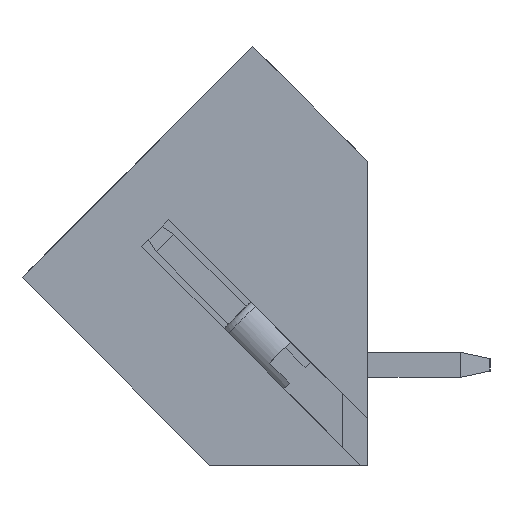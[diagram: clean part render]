
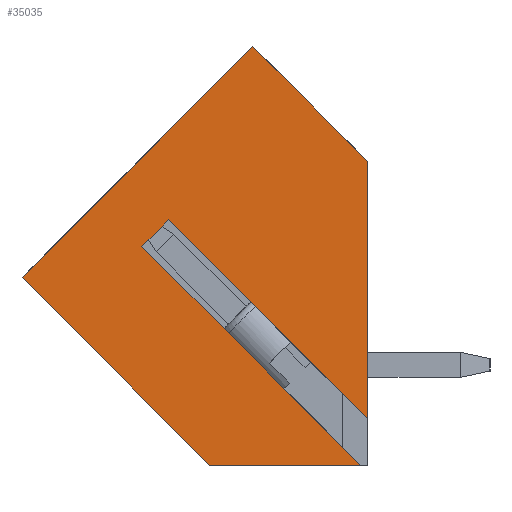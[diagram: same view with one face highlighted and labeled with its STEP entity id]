
A CAD part, left-side view. The second image highlights one B-rep face of the part: STEP entity #35035.
In plain terms, the highlighted planar face has unit normal (-1, 0, 0).
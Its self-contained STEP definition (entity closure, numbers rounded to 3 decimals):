
#740 = DIRECTION ( 'NONE',  ( 0., 0.707, 0.707 ) ) ;
#1190 = CARTESIAN_POINT ( 'NONE',  ( 0., -1.84, -2.06 ) ) ;
#1304 = EDGE_CURVE ( 'NONE', #38578, #24299, #1862, .T. ) ;
#1862 = LINE ( 'NONE', #26620, #40202 ) ;
#3770 = ORIENTED_EDGE ( 'NONE', *, *, #24159, .T. ) ;
#4583 = VERTEX_POINT ( 'NONE', #14914 ) ;
#5461 = VERTEX_POINT ( 'NONE', #35829 ) ;
#5789 = LINE ( 'NONE', #44405, #18027 ) ;
#6277 = CARTESIAN_POINT ( 'NONE',  ( 0., 7.186, 6.966 ) ) ;
#6685 = FACE_OUTER_BOUND ( 'NONE', #24833, .T. ) ;
#6771 = ORIENTED_EDGE ( 'NONE', *, *, #40330, .T. ) ;
#7049 = EDGE_CURVE ( 'NONE', #4583, #28795, #39022, .T. ) ;
#7557 = ORIENTED_EDGE ( 'NONE', *, *, #26869, .T. ) ;
#7605 = VECTOR ( 'NONE', #40410, 1000. ) ;
#8704 = CARTESIAN_POINT ( 'NONE',  ( 0., 0., 13.33 ) ) ;
#8919 = CARTESIAN_POINT ( 'NONE',  ( 0., 6.337, 7.815 ) ) ;
#9185 = VECTOR ( 'NONE', #38607, 1000. ) ;
#9499 = DIRECTION ( 'NONE',  ( 0., -0.707, 0.707 ) ) ;
#10575 = DIRECTION ( 'NONE',  ( 0., 0., -1. ) ) ;
#11705 = LINE ( 'NONE', #8704, #7605 ) ;
#11721 = ORIENTED_EDGE ( 'NONE', *, *, #12087, .T. ) ;
#11865 = VECTOR ( 'NONE', #32200, 1000. ) ;
#12087 = EDGE_CURVE ( 'NONE', #5461, #36998, #21564, .T. ) ;
#12280 = LINE ( 'NONE', #1190, #36254 ) ;
#13984 = VECTOR ( 'NONE', #9499, 1000. ) ;
#14069 = CARTESIAN_POINT ( 'NONE',  ( 0., 11., 13.33 ) ) ;
#14914 = CARTESIAN_POINT ( 'NONE',  ( 0., 5.02, 0. ) ) ;
#15752 = EDGE_CURVE ( 'NONE', #36998, #37424, #26720, .T. ) ;
#15907 = CARTESIAN_POINT ( 'NONE',  ( 0., 11., 5.98 ) ) ;
#16264 = ORIENTED_EDGE ( 'NONE', *, *, #1304, .F. ) ;
#16901 = ORIENTED_EDGE ( 'NONE', *, *, #7049, .T. ) ;
#17239 = VECTOR ( 'NONE', #26278, 1000. ) ;
#18027 = VECTOR ( 'NONE', #26820, 1000. ) ;
#18565 = CARTESIAN_POINT ( 'NONE',  ( 0., 0., 1.478 ) ) ;
#19123 = CARTESIAN_POINT ( 'NONE',  ( 0., 3.65, 13.33 ) ) ;
#19999 = CARTESIAN_POINT ( 'NONE',  ( 0., 0.219, 0. ) ) ;
#20831 = PLANE ( 'NONE',  #33447 ) ;
#21564 = LINE ( 'NONE', #35658, #11865 ) ;
#22471 = CARTESIAN_POINT ( 'NONE',  ( 0., 3.65, 13.33 ) ) ;
#23901 = LINE ( 'NONE', #6277, #13984 ) ;
#24159 = EDGE_CURVE ( 'NONE', #38578, #5461, #11705, .T. ) ;
#24299 = VERTEX_POINT ( 'NONE', #8919 ) ;
#24833 = EDGE_LOOP ( 'NONE', ( #16901, #6771, #7557, #16264, #3770, #11721, #44137, #26783 ) ) ;
#26278 = DIRECTION ( 'NONE',  ( 0., 0.707, -0.707 ) ) ;
#26620 = CARTESIAN_POINT ( 'NONE',  ( 0., -2.689, -1.211 ) ) ;
#26720 = LINE ( 'NONE', #19123, #17239 ) ;
#26783 = ORIENTED_EDGE ( 'NONE', *, *, #44430, .T. ) ;
#26820 = DIRECTION ( 'NONE',  ( 0., -0.707, -0.707 ) ) ;
#26869 = EDGE_CURVE ( 'NONE', #29076, #24299, #23901, .T. ) ;
#28214 = DIRECTION ( 'NONE',  ( 1., 0., 0. ) ) ;
#28405 = CARTESIAN_POINT ( 'NONE',  ( 0., 11., 0. ) ) ;
#28795 = VERTEX_POINT ( 'NONE', #19999 ) ;
#29076 = VERTEX_POINT ( 'NONE', #37262 ) ;
#32200 = DIRECTION ( 'NONE',  ( 0., 0.707, 0.707 ) ) ;
#33447 = AXIS2_PLACEMENT_3D ( 'NONE', #14069, #28214, #10575 ) ;
#34271 = DIRECTION ( 'NONE',  ( 0., 0.707, 0.707 ) ) ;
#35035 = ADVANCED_FACE ( 'NONE', ( #6685 ), #20831, .F. ) ;
#35658 = CARTESIAN_POINT ( 'NONE',  ( 0., 0., 9.68 ) ) ;
#35829 = CARTESIAN_POINT ( 'NONE',  ( 0., 0., 9.68 ) ) ;
#36254 = VECTOR ( 'NONE', #740, 1000. ) ;
#36998 = VERTEX_POINT ( 'NONE', #22471 ) ;
#37262 = CARTESIAN_POINT ( 'NONE',  ( 0., 7.186, 6.966 ) ) ;
#37424 = VERTEX_POINT ( 'NONE', #15907 ) ;
#38578 = VERTEX_POINT ( 'NONE', #18565 ) ;
#38607 = DIRECTION ( 'NONE',  ( 0., -1., 0. ) ) ;
#39022 = LINE ( 'NONE', #28405, #9185 ) ;
#40202 = VECTOR ( 'NONE', #34271, 1000. ) ;
#40330 = EDGE_CURVE ( 'NONE', #28795, #29076, #12280, .T. ) ;
#40410 = DIRECTION ( 'NONE',  ( 0., 0., 1. ) ) ;
#44137 = ORIENTED_EDGE ( 'NONE', *, *, #15752, .T. ) ;
#44405 = CARTESIAN_POINT ( 'NONE',  ( 0., 11., 5.98 ) ) ;
#44430 = EDGE_CURVE ( 'NONE', #37424, #4583, #5789, .T. ) ;
